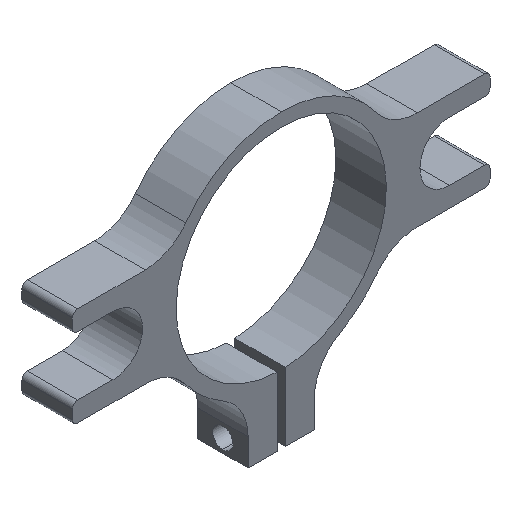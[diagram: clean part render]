
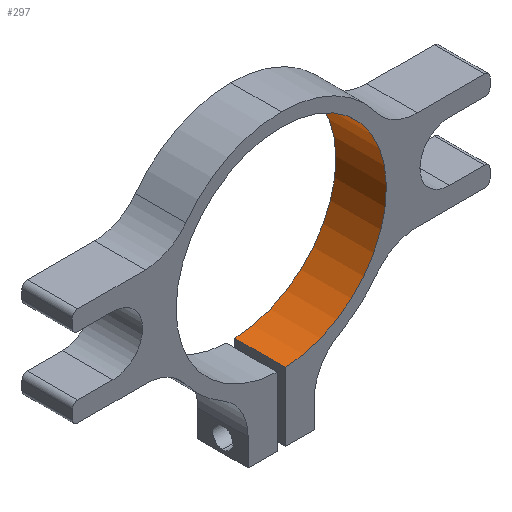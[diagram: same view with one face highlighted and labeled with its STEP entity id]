
A CAD part, isometric view. The second image highlights one B-rep face of the part: STEP entity #297.
In plain terms, the highlighted cylindrical face has radius 12.7 mm (diameter 25.4 mm), a partial arc.
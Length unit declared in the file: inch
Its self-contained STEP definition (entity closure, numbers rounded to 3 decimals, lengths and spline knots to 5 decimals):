
#114 = EDGE_CURVE ( 'NONE', #115, #295, #753, .T. ) ;
#115 = VERTEX_POINT ( 'NONE', #884 ) ;
#116 = EDGE_CURVE ( 'NONE', #407, #115, #739, .T. ) ;
#286 = ORIENTED_EDGE ( 'NONE', *, *, #116, .F. ) ;
#295 = VERTEX_POINT ( 'NONE', #917 ) ;
#297 = ADVANCED_FACE ( 'NONE', ( #1038 ), #1036, .F. ) ;
#298 = ORIENTED_EDGE ( 'NONE', *, *, #400, .T. ) ;
#388 = VERTEX_POINT ( 'NONE', #1205 ) ;
#398 = ORIENTED_EDGE ( 'NONE', *, *, #401, .T. ) ;
#400 = EDGE_CURVE ( 'NONE', #388, #295, #1333, .T. ) ;
#401 = EDGE_CURVE ( 'NONE', #407, #388, #1203, .T. ) ;
#403 = ORIENTED_EDGE ( 'NONE', *, *, #114, .F. ) ;
#405 = EDGE_LOOP ( 'NONE', ( #398, #298, #403, #286 ) ) ;
#407 = VERTEX_POINT ( 'NONE', #1222 ) ;
#736 = DIRECTION ( 'NONE',  ( 0., 1., 0. ) ) ;
#737 = VECTOR ( 'NONE', #736, 39.37008 ) ;
#738 = CARTESIAN_POINT ( 'NONE',  ( 0.0195, -0.24, -0.49962 ) ) ;
#739 = LINE ( 'NONE', #738, #737 ) ;
#744 = DIRECTION ( 'NONE',  ( 0., 0., 1. ) ) ;
#745 = DIRECTION ( 'NONE',  ( 0., -1., 0. ) ) ;
#746 = CARTESIAN_POINT ( 'NONE',  ( 0., 0., 0. ) ) ;
#747 = AXIS2_PLACEMENT_3D ( 'NONE', #746, #745, #744 ) ;
#753 = CIRCLE ( 'NONE', #747, 0.5 ) ;
#884 = CARTESIAN_POINT ( 'NONE',  ( 0.0195, 0., -0.49962 ) ) ;
#917 = CARTESIAN_POINT ( 'NONE',  ( 0., 0., 0.5 ) ) ;
#1021 = DIRECTION ( 'NONE',  ( 0., 0., 1. ) ) ;
#1026 = DIRECTION ( 'NONE',  ( 0., 1., 0. ) ) ;
#1027 = CARTESIAN_POINT ( 'NONE',  ( 0., -0.24, 0. ) ) ;
#1029 = AXIS2_PLACEMENT_3D ( 'NONE', #1027, #1026, #1021 ) ;
#1036 = CYLINDRICAL_SURFACE ( 'NONE', #1029, 0.5 ) ;
#1038 = FACE_OUTER_BOUND ( 'NONE', #405, .T. ) ;
#1201 = DIRECTION ( 'NONE',  ( 0., 1., 0. ) ) ;
#1202 = VECTOR ( 'NONE', #1201, 39.37008 ) ;
#1203 = CIRCLE ( 'NONE', #1255, 0.5 ) ;
#1205 = CARTESIAN_POINT ( 'NONE',  ( 0., -0.24, 0.5 ) ) ;
#1222 = CARTESIAN_POINT ( 'NONE',  ( 0.0195, -0.24, -0.49962 ) ) ;
#1235 = DIRECTION ( 'NONE',  ( 0., 0., 1. ) ) ;
#1255 = AXIS2_PLACEMENT_3D ( 'NONE', #1282, #1259, #1235 ) ;
#1259 = DIRECTION ( 'NONE',  ( 0., -1., 0. ) ) ;
#1282 = CARTESIAN_POINT ( 'NONE',  ( 0., -0.24, 0. ) ) ;
#1332 = CARTESIAN_POINT ( 'NONE',  ( 0., -0.24, 0.5 ) ) ;
#1333 = LINE ( 'NONE', #1332, #1202 ) ;
